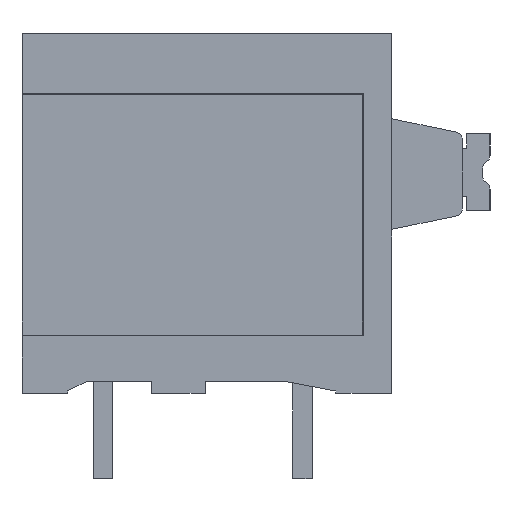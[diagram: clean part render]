
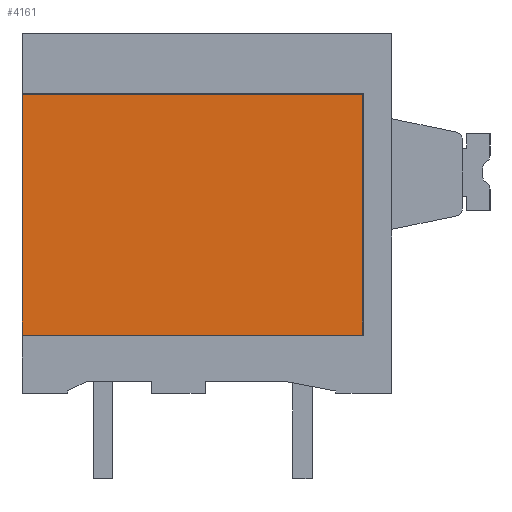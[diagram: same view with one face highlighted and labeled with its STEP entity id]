
A CAD part, left-side view. The second image highlights one B-rep face of the part: STEP entity #4161.
In plain terms, the highlighted planar face has unit normal (-1, 0, 0).
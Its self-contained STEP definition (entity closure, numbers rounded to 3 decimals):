
#947=AXIS2_PLACEMENT_3D('Plane Axis2P3D',#944,#945,#946) ;
#40=CARTESIAN_POINT('Vertex',(1.1,19.243,15.8)) ;
#45=CARTESIAN_POINT('Line Origine',(1.1,12.243,15.8)) ;
#49=CARTESIAN_POINT('Vertex',(1.1,5.243,15.8)) ;
#88=CARTESIAN_POINT('Vertex',(1.1,19.243,5.9)) ;
#91=CARTESIAN_POINT('Line Origine',(1.1,19.243,10.85)) ;
#330=CARTESIAN_POINT('Line Origine',(1.1,12.243,5.9)) ;
#334=CARTESIAN_POINT('Vertex',(1.1,5.243,5.9)) ;
#360=CARTESIAN_POINT('Line Origine',(1.1,5.243,10.85)) ;
#944=CARTESIAN_POINT('Axis2P3D Location',(1.1,8.513,3.5)) ;
#46=DIRECTION('Vector Direction',(0.,-1.,0.)) ;
#92=DIRECTION('Vector Direction',(0.,0.,-1.)) ;
#331=DIRECTION('Vector Direction',(0.,1.,0.)) ;
#361=DIRECTION('Vector Direction',(0.,0.,1.)) ;
#945=DIRECTION('Axis2P3D Direction',(-1.,0.,0.)) ;
#946=DIRECTION('Axis2P3D XDirection',(0.,-1.,0.)) ;
#47=VECTOR('Line Direction',#46,1.) ;
#93=VECTOR('Line Direction',#92,1.) ;
#332=VECTOR('Line Direction',#331,1.) ;
#362=VECTOR('Line Direction',#361,1.) ;
#4156=ORIENTED_EDGE('',*,*,#51,.T.) ;
#4157=ORIENTED_EDGE('',*,*,#95,.T.) ;
#4158=ORIENTED_EDGE('',*,*,#336,.T.) ;
#4159=ORIENTED_EDGE('',*,*,#364,.T.) ;
#4161=ADVANCED_FACE('Housing LMF.1\\Model',(#4160),#948,.T.) ;
#51=EDGE_CURVE('',#50,#41,#48,.F.) ;
#95=EDGE_CURVE('',#41,#89,#94,.T.) ;
#336=EDGE_CURVE('',#89,#335,#333,.F.) ;
#364=EDGE_CURVE('',#335,#50,#363,.T.) ;
#4155=EDGE_LOOP('',(#4156,#4157,#4158,#4159)) ;
#4160=FACE_OUTER_BOUND('',#4155,.T.) ;
#48=LINE('Line',#45,#47) ;
#94=LINE('Line',#91,#93) ;
#333=LINE('Line',#330,#332) ;
#363=LINE('Line',#360,#362) ;
#948=PLANE('',#947) ;
#41=VERTEX_POINT('',#40) ;
#50=VERTEX_POINT('',#49) ;
#89=VERTEX_POINT('',#88) ;
#335=VERTEX_POINT('',#334) ;
